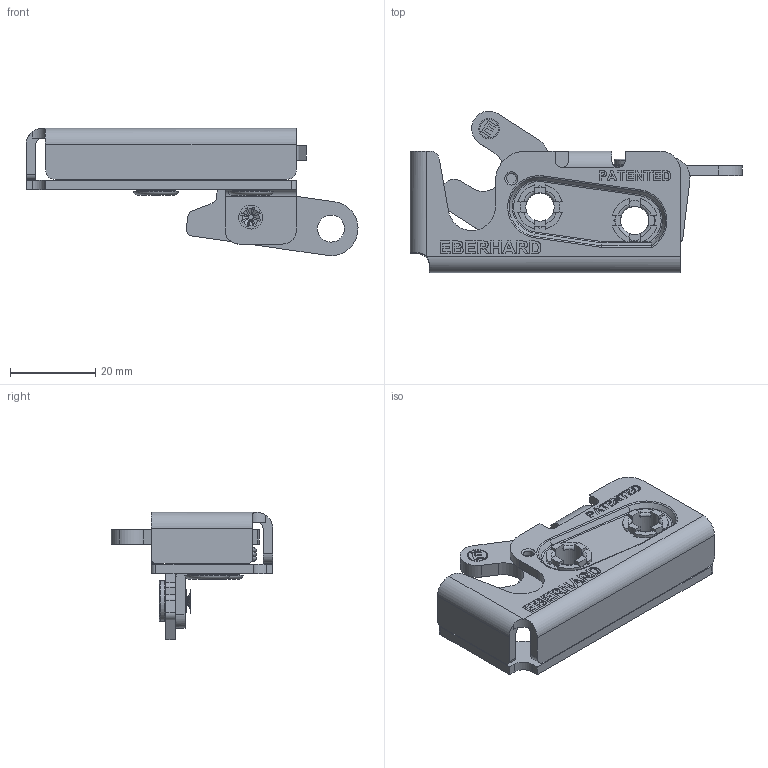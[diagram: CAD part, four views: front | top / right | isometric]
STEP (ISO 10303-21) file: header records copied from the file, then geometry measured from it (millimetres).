
FILE_DESCRIPTION(/* description */ ('','CAx-IF Rec.Pracs.---Representation and Presentation of Product Manufacturing Information (PMI)---4.0---2014-10-13'),/* implementation_level */ '2;1');
FILE_NAME(/* name */ '1-241 NTR.stp',/* time_stamp */ '2022-02-01T08:28:52-05:00',/* author */ ('kbraun'),/* organization */ ('Eberhard Manufacturing Company'),/* preprocessor_version */ 'ST-DEVELOPER v18.1',/* originating_system */ 'Autodesk Inventor 2020',/* authorisation */ '');
FILE_SCHEMA (('AP242_MANAGED_MODEL_BASED_3D_ENGINEERING_MIM_LF { 1 0 10303 442 1 1 4 }'));
Length unit declared in the file: inch
Products named in the file (1): Part3
Bounding box: 77.97 x 37.93 x 29.88 mm (x, y, z)
Volume: 14308.9 mm3; surface area: 15604.9 mm2
Topology: 2 solids, 3 shells, 649 faces, 1769 edges, 1169 vertices
Faces by surface type: plane 409, cylinder 127, bspline 82, torus 26, cone 5
Full cylindrical faces by diameter (mm): 1.016 x2, 2.337 x1, 3.175 x1, 4.318 x2, 4.826 x3, 5.207 x1, 6.096 x1, 6.35 x1, 6.528 x1, 6.629 x2, 8.42 x4, 9.525 x1, 11.112 x2, 11.367 x2, 12.7 x2
Entity records: 23981 total; most frequent: CARTESIAN_POINT 7073, ORIENTED_EDGE 3534, DIRECTION 3063, EDGE_CURVE 1767, LINE 1201, VECTOR 1201, VERTEX_POINT 1168, AXIS2_PLACEMENT_3D 931
